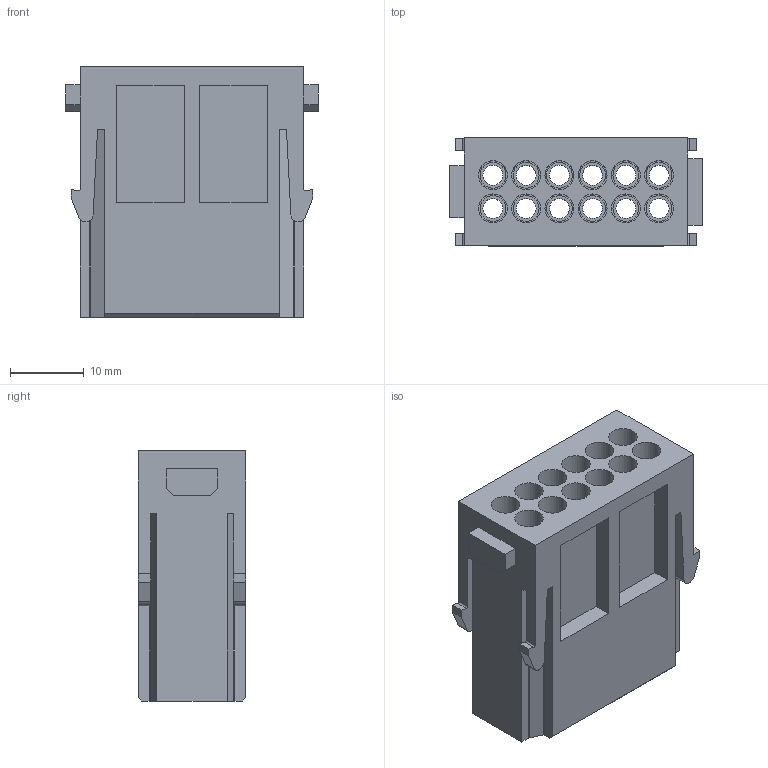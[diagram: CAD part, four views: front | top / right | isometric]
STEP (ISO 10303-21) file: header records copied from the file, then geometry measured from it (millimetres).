
FILE_DESCRIPTION(/* description */ (''),/* implementation_level */ '2;1');
FILE_NAME(/* name */ 'HMD-012-MC.stp',/* time_stamp */ '2023-02-08T23:24:52+08:00',/* author */ (''),/* organization */ (''),/* preprocessor_version */ 'ST-DEVELOPER v16',/* originating_system */ 'SIEMENS PLM Software NX 10.0',/* authorisation */ '');
FILE_SCHEMA (('AP203_CONFIGURATION_CONTROLLED_3D_DESIGN_OF_MECHANICAL_PARTS_AND_ASSEMBLIES_MIM_LF { 1 0 10303 403 2 1 2}'));
Length unit declared in the file: millimetre
Products named in the file (1): Admi0A2C26ACro29
Bounding box: 34.2 x 14.6 x 33.9 mm (x, y, z)
Volume: 6771.6 mm3; surface area: 8347.7 mm2
Topology: 1 solids, 1 shells, 209 faces, 505 edges, 339 vertices
Faces by surface type: plane 135, cylinder 74
Full cylindrical faces by diameter (mm): 2.7 x12, 3.1 x6, 3.5 x12, 3.9 x12
Entity records: 6007 total; most frequent: CARTESIAN_POINT 1046, DIRECTION 1009, ORIENTED_EDGE 912, EDGE_CURVE 456, AXIS2_PLACEMENT_3D 359, VERTEX_POINT 332, EDGE_LOOP 316, LINE 291
